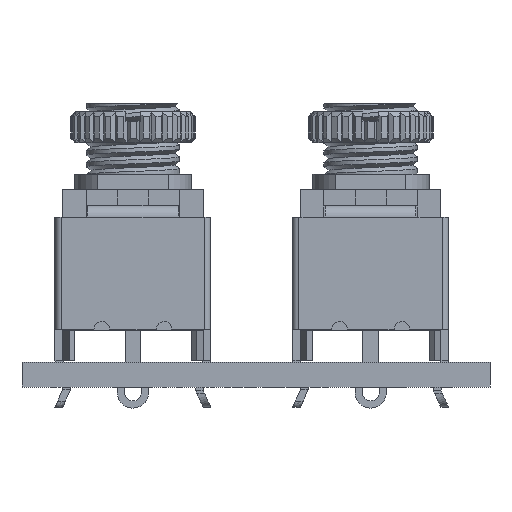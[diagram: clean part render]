
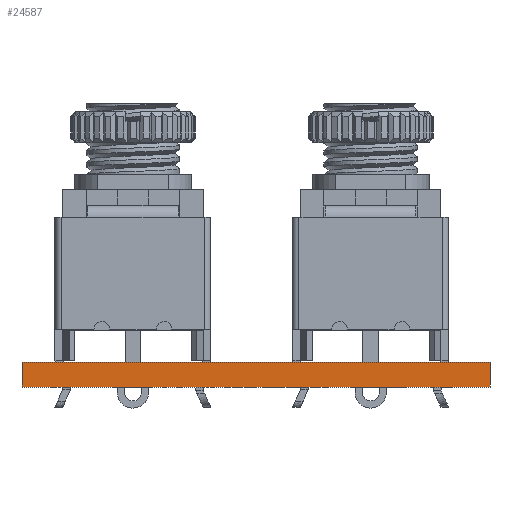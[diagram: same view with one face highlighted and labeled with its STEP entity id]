
A CAD part, front view. The second image highlights one B-rep face of the part: STEP entity #24587.
In plain terms, the highlighted planar face has unit normal (0, -1, 0).
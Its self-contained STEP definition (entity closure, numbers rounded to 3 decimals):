
#24587 = ADVANCED_FACE('',(#24588),#24602,.F.);
#24588 = FACE_BOUND('',#24589,.F.);
#24589 = EDGE_LOOP('',(#24590,#24625,#24653,#24681));
#24590 = ORIENTED_EDGE('',*,*,#24591,.T.);
#24591 = EDGE_CURVE('',#24592,#24594,#24596,.T.);
#24592 = VERTEX_POINT('',#24593);
#24593 = CARTESIAN_POINT('',(0.,-110.,0.));
#24594 = VERTEX_POINT('',#24595);
#24595 = CARTESIAN_POINT('',(0.,-110.,1.6));
#24596 = SURFACE_CURVE('',#24597,(#24601,#24613),.PCURVE_S1.);
#24597 = LINE('',#24598,#24599);
#24598 = CARTESIAN_POINT('',(0.,-110.,0.));
#24599 = VECTOR('',#24600,1.);
#24600 = DIRECTION('',(0.,0.,1.));
#24601 = PCURVE('',#24602,#24607);
#24602 = PLANE('',#24603);
#24603 = AXIS2_PLACEMENT_3D('',#24604,#24605,#24606);
#24604 = CARTESIAN_POINT('',(0.,-110.,0.));
#24605 = DIRECTION('',(0.,1.,0.));
#24606 = DIRECTION('',(1.,0.,0.));
#24607 = DEFINITIONAL_REPRESENTATION('',(#24608),#24612);
#24608 = LINE('',#24609,#24610);
#24609 = CARTESIAN_POINT('',(0.,0.));
#24610 = VECTOR('',#24611,1.);
#24611 = DIRECTION('',(0.,-1.));
#24612 = ( GEOMETRIC_REPRESENTATION_CONTEXT(2) 
PARAMETRIC_REPRESENTATION_CONTEXT() REPRESENTATION_CONTEXT('2D SPACE',''
  ) );
#24613 = PCURVE('',#24614,#24619);
#24614 = PLANE('',#24615);
#24615 = AXIS2_PLACEMENT_3D('',#24616,#24617,#24618);
#24616 = CARTESIAN_POINT('',(0.,-0.,0.));
#24617 = DIRECTION('',(1.,0.,-0.));
#24618 = DIRECTION('',(0.,-1.,0.));
#24619 = DEFINITIONAL_REPRESENTATION('',(#24620),#24624);
#24620 = LINE('',#24621,#24622);
#24621 = CARTESIAN_POINT('',(110.,0.));
#24622 = VECTOR('',#24623,1.);
#24623 = DIRECTION('',(0.,-1.));
#24624 = ( GEOMETRIC_REPRESENTATION_CONTEXT(2) 
PARAMETRIC_REPRESENTATION_CONTEXT() REPRESENTATION_CONTEXT('2D SPACE',''
  ) );
#24625 = ORIENTED_EDGE('',*,*,#24626,.T.);
#24626 = EDGE_CURVE('',#24594,#24627,#24629,.T.);
#24627 = VERTEX_POINT('',#24628);
#24628 = CARTESIAN_POINT('',(30.,-110.,1.6));
#24629 = SURFACE_CURVE('',#24630,(#24634,#24641),.PCURVE_S1.);
#24630 = LINE('',#24631,#24632);
#24631 = CARTESIAN_POINT('',(0.,-110.,1.6));
#24632 = VECTOR('',#24633,1.);
#24633 = DIRECTION('',(1.,0.,0.));
#24634 = PCURVE('',#24602,#24635);
#24635 = DEFINITIONAL_REPRESENTATION('',(#24636),#24640);
#24636 = LINE('',#24637,#24638);
#24637 = CARTESIAN_POINT('',(0.,-1.6));
#24638 = VECTOR('',#24639,1.);
#24639 = DIRECTION('',(1.,0.));
#24640 = ( GEOMETRIC_REPRESENTATION_CONTEXT(2) 
PARAMETRIC_REPRESENTATION_CONTEXT() REPRESENTATION_CONTEXT('2D SPACE',''
  ) );
#24641 = PCURVE('',#24642,#24647);
#24642 = PLANE('',#24643);
#24643 = AXIS2_PLACEMENT_3D('',#24644,#24645,#24646);
#24644 = CARTESIAN_POINT('',(15.,-55.,1.6));
#24645 = DIRECTION('',(0.,0.,1.));
#24646 = DIRECTION('',(1.,0.,-0.));
#24647 = DEFINITIONAL_REPRESENTATION('',(#24648),#24652);
#24648 = LINE('',#24649,#24650);
#24649 = CARTESIAN_POINT('',(-15.,-55.));
#24650 = VECTOR('',#24651,1.);
#24651 = DIRECTION('',(1.,0.));
#24652 = ( GEOMETRIC_REPRESENTATION_CONTEXT(2) 
PARAMETRIC_REPRESENTATION_CONTEXT() REPRESENTATION_CONTEXT('2D SPACE',''
  ) );
#24653 = ORIENTED_EDGE('',*,*,#24654,.F.);
#24654 = EDGE_CURVE('',#24655,#24627,#24657,.T.);
#24655 = VERTEX_POINT('',#24656);
#24656 = CARTESIAN_POINT('',(30.,-110.,0.));
#24657 = SURFACE_CURVE('',#24658,(#24662,#24669),.PCURVE_S1.);
#24658 = LINE('',#24659,#24660);
#24659 = CARTESIAN_POINT('',(30.,-110.,0.));
#24660 = VECTOR('',#24661,1.);
#24661 = DIRECTION('',(0.,0.,1.));
#24662 = PCURVE('',#24602,#24663);
#24663 = DEFINITIONAL_REPRESENTATION('',(#24664),#24668);
#24664 = LINE('',#24665,#24666);
#24665 = CARTESIAN_POINT('',(30.,0.));
#24666 = VECTOR('',#24667,1.);
#24667 = DIRECTION('',(0.,-1.));
#24668 = ( GEOMETRIC_REPRESENTATION_CONTEXT(2) 
PARAMETRIC_REPRESENTATION_CONTEXT() REPRESENTATION_CONTEXT('2D SPACE',''
  ) );
#24669 = PCURVE('',#24670,#24675);
#24670 = PLANE('',#24671);
#24671 = AXIS2_PLACEMENT_3D('',#24672,#24673,#24674);
#24672 = CARTESIAN_POINT('',(30.,-110.,0.));
#24673 = DIRECTION('',(-1.,0.,0.));
#24674 = DIRECTION('',(0.,1.,0.));
#24675 = DEFINITIONAL_REPRESENTATION('',(#24676),#24680);
#24676 = LINE('',#24677,#24678);
#24677 = CARTESIAN_POINT('',(0.,0.));
#24678 = VECTOR('',#24679,1.);
#24679 = DIRECTION('',(0.,-1.));
#24680 = ( GEOMETRIC_REPRESENTATION_CONTEXT(2) 
PARAMETRIC_REPRESENTATION_CONTEXT() REPRESENTATION_CONTEXT('2D SPACE',''
  ) );
#24681 = ORIENTED_EDGE('',*,*,#24682,.F.);
#24682 = EDGE_CURVE('',#24592,#24655,#24683,.T.);
#24683 = SURFACE_CURVE('',#24684,(#24688,#24695),.PCURVE_S1.);
#24684 = LINE('',#24685,#24686);
#24685 = CARTESIAN_POINT('',(0.,-110.,0.));
#24686 = VECTOR('',#24687,1.);
#24687 = DIRECTION('',(1.,0.,0.));
#24688 = PCURVE('',#24602,#24689);
#24689 = DEFINITIONAL_REPRESENTATION('',(#24690),#24694);
#24690 = LINE('',#24691,#24692);
#24691 = CARTESIAN_POINT('',(0.,0.));
#24692 = VECTOR('',#24693,1.);
#24693 = DIRECTION('',(1.,0.));
#24694 = ( GEOMETRIC_REPRESENTATION_CONTEXT(2) 
PARAMETRIC_REPRESENTATION_CONTEXT() REPRESENTATION_CONTEXT('2D SPACE',''
  ) );
#24695 = PCURVE('',#24696,#24701);
#24696 = PLANE('',#24697);
#24697 = AXIS2_PLACEMENT_3D('',#24698,#24699,#24700);
#24698 = CARTESIAN_POINT('',(15.,-55.,0.));
#24699 = DIRECTION('',(0.,0.,1.));
#24700 = DIRECTION('',(1.,0.,-0.));
#24701 = DEFINITIONAL_REPRESENTATION('',(#24702),#24706);
#24702 = LINE('',#24703,#24704);
#24703 = CARTESIAN_POINT('',(-15.,-55.));
#24704 = VECTOR('',#24705,1.);
#24705 = DIRECTION('',(1.,0.));
#24706 = ( GEOMETRIC_REPRESENTATION_CONTEXT(2) 
PARAMETRIC_REPRESENTATION_CONTEXT() REPRESENTATION_CONTEXT('2D SPACE',''
  ) );
